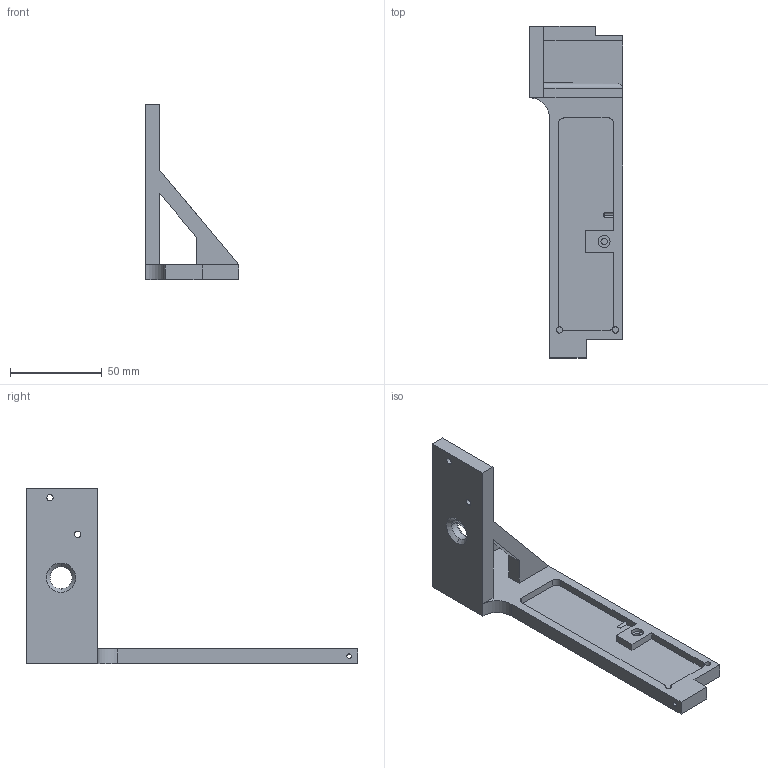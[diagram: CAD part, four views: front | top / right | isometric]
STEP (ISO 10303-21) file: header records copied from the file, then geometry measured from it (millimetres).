
FILE_DESCRIPTION (( 'STEP AP203' ), '1' );
FILE_NAME ('vertical truss-left front upper-1 (Default).STEP', '2021-11-19T20:51:34', ( '' ), ( '' ), 'SwSTEP 2.0', 'SolidWorks 2020', '' );
FILE_SCHEMA (( 'CONFIG_CONTROL_DESIGN' ));
Length unit declared in the file: millimetre
Products named in the file (1): vertical truss-left front upper-1 (Default)
Bounding box: 51.08 x 181 x 95.5 mm (x, y, z)
Volume: 78903.5 mm3; surface area: 32860.3 mm2
Topology: 1 solids, 1 shells, 104 faces, 273 edges, 176 vertices
Faces by surface type: plane 48, cylinder 46, cone 10
Entity records: 3318 total; most frequent: DIRECTION 577, CARTESIAN_POINT 574, ORIENTED_EDGE 538, EDGE_CURVE 269, AXIS2_PLACEMENT_3D 207, VERTEX_POINT 176, LINE 163, VECTOR 163
